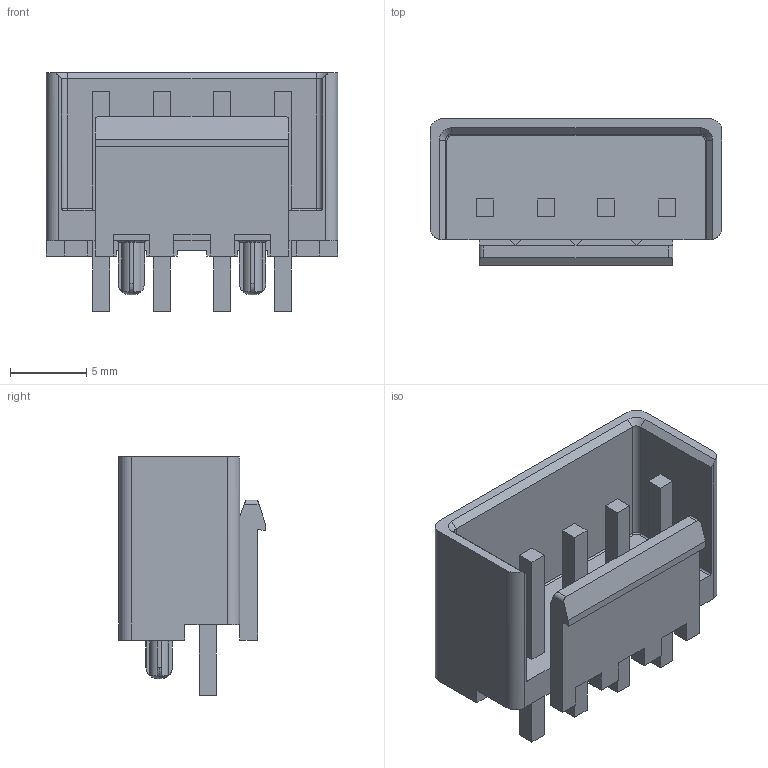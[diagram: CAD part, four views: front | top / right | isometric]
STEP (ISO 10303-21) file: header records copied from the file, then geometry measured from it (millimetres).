
FILE_DESCRIPTION((''),'2;1');
FILE_NAME('C-2213738-4','2016-10-19T',('workeradm'),('Tyco Electronics Ltd.'),'CREO PARAMETRIC BY PTC INC, 2016050','CREO PARAMETRIC BY PTC INC, 2016050','');
FILE_SCHEMA(('AUTOMOTIVE_DESIGN { 1 0 10303 214 1 1 1 1 }'));
Length unit declared in the file: millimetre
Products named in the file (1): C-2213738-4
Bounding box: 19.09 x 9.58 x 15.62 mm (x, y, z)
Volume: 828.2 mm3; surface area: 1557.5 mm2
Topology: 1 solids, 1 shells, 211 faces, 547 edges, 348 vertices
Faces by surface type: plane 144, cylinder 43, torus 18, bspline 4, cone 2
Entity records: 6952 total; most frequent: CARTESIAN_POINT 1685, ORIENTED_EDGE 1094, DIRECTION 989, EDGE_CURVE 547, VECTOR 411, LINE 411, VERTEX_POINT 348, AXIS2_PLACEMENT_3D 289
